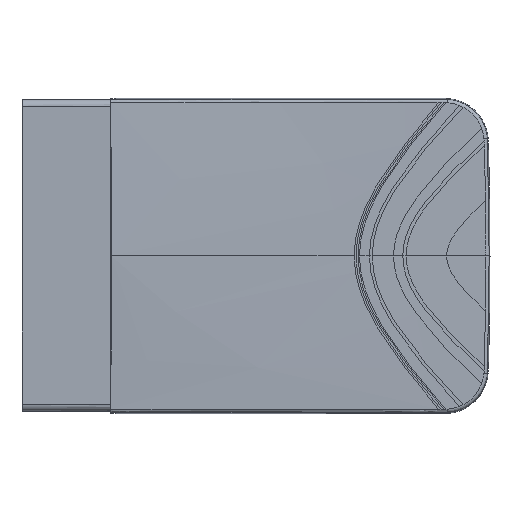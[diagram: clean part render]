
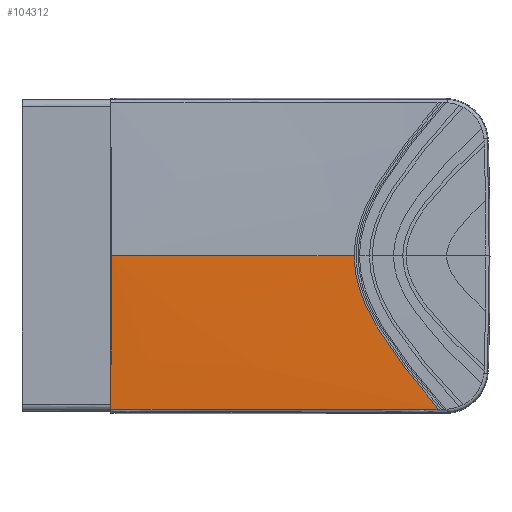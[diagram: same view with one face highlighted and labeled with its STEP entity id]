
A CAD part, top view. The second image highlights one B-rep face of the part: STEP entity #104312.
In plain terms, the highlighted free-form (B-spline) face has degree [3, 3] with [7, 5] control points.
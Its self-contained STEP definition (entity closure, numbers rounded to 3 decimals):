
#101651=CARTESIAN_POINT('Vertex',(266.249,0.,13.271)) ;
#101691=CARTESIAN_POINT('Control Point',(266.249,0.,13.271)) ;
#101692=CARTESIAN_POINT('Control Point',(266.249,-59.097,13.271)) ;
#101693=CARTESIAN_POINT('Control Point',(314.46,-118.194,10.914)) ;
#101694=CARTESIAN_POINT('Control Point',(363.992,-177.291,8.493)) ;
#101695=CARTESIAN_POINT('Vertex',(363.992,-177.29,8.493)) ;
#103425=CARTESIAN_POINT('Control Point',(-15.087,-177.071,17.415)) ;
#103426=CARTESIAN_POINT('Control Point',(53.856,-177.127,15.79)) ;
#103427=CARTESIAN_POINT('Control Point',(135.109,-177.196,13.876)) ;
#103428=CARTESIAN_POINT('Control Point',(261.469,-177.296,10.903)) ;
#103429=CARTESIAN_POINT('Control Point',(318.884,-177.283,9.553)) ;
#103430=CARTESIAN_POINT('Control Point',(363.992,-177.29,8.493)) ;
#103431=CARTESIAN_POINT('Vertex',(-15.087,-177.071,17.415)) ;
#104199=CARTESIAN_POINT('Vertex',(-14.719,0.,24.449)) ;
#104203=CARTESIAN_POINT('Control Point',(-14.719,0.,24.449)) ;
#104204=CARTESIAN_POINT('Control Point',(32.642,0.,22.565)) ;
#104205=CARTESIAN_POINT('Control Point',(91.95,0.,20.205)) ;
#104206=CARTESIAN_POINT('Control Point',(163.206,0.,17.371)) ;
#104207=CARTESIAN_POINT('Control Point',(209.5,0.,15.529)) ;
#104208=CARTESIAN_POINT('Control Point',(243.848,0.,14.163)) ;
#104209=CARTESIAN_POINT('Control Point',(266.249,0.,13.271)) ;
#104224=CARTESIAN_POINT('Control Point',(-16.,182.377,17.114)) ;
#104225=CARTESIAN_POINT('Control Point',(-16.,121.584,20.807)) ;
#104226=CARTESIAN_POINT('Control Point',(-16.,0.,28.193)) ;
#104227=CARTESIAN_POINT('Control Point',(-16.,-121.584,20.807)) ;
#104228=CARTESIAN_POINT('Control Point',(-16.,-182.377,17.114)) ;
#104229=CARTESIAN_POINT('Control Point',(49.046,182.377,15.619)) ;
#104230=CARTESIAN_POINT('Control Point',(40.417,121.585,19.109)) ;
#104231=CARTESIAN_POINT('Control Point',(23.159,0.,26.089)) ;
#104232=CARTESIAN_POINT('Control Point',(40.417,-121.585,19.109)) ;
#104233=CARTESIAN_POINT('Control Point',(49.046,-182.377,15.619)) ;
#104234=CARTESIAN_POINT('Control Point',(130.354,182.375,13.752)) ;
#104235=CARTESIAN_POINT('Control Point',(110.939,121.583,16.987)) ;
#104236=CARTESIAN_POINT('Control Point',(72.108,0.,23.458)) ;
#104237=CARTESIAN_POINT('Control Point',(110.939,-121.583,16.987)) ;
#104238=CARTESIAN_POINT('Control Point',(130.354,-182.375,13.752)) ;
#104239=CARTESIAN_POINT('Control Point',(227.923,182.379,11.51)) ;
#104240=CARTESIAN_POINT('Control Point',(195.564,121.586,14.44)) ;
#104241=CARTESIAN_POINT('Control Point',(130.847,0.,20.301)) ;
#104242=CARTESIAN_POINT('Control Point',(195.564,-121.586,14.44)) ;
#104243=CARTESIAN_POINT('Control Point',(227.923,-182.379,11.51)) ;
#104244=CARTESIAN_POINT('Control Point',(290.936,182.342,10.063)) ;
#104245=CARTESIAN_POINT('Control Point',(250.218,121.562,12.796)) ;
#104246=CARTESIAN_POINT('Control Point',(168.782,0.,18.262)) ;
#104247=CARTESIAN_POINT('Control Point',(250.218,-121.562,12.796)) ;
#104248=CARTESIAN_POINT('Control Point',(290.936,-182.343,10.063)) ;
#104249=CARTESIAN_POINT('Control Point',(337.688,182.301,8.989)) ;
#104250=CARTESIAN_POINT('Control Point',(290.768,121.534,11.576)) ;
#104251=CARTESIAN_POINT('Control Point',(196.928,0.,16.75)) ;
#104252=CARTESIAN_POINT('Control Point',(290.768,-121.534,11.576)) ;
#104253=CARTESIAN_POINT('Control Point',(337.688,-182.301,8.989)) ;
#104254=CARTESIAN_POINT('Control Point',(368.178,182.283,8.288)) ;
#104255=CARTESIAN_POINT('Control Point',(317.214,121.522,10.78)) ;
#104256=CARTESIAN_POINT('Control Point',(215.284,0.,15.763)) ;
#104257=CARTESIAN_POINT('Control Point',(317.214,-121.522,10.78)) ;
#104258=CARTESIAN_POINT('Control Point',(368.178,-182.283,8.288)) ;
#104260=CARTESIAN_POINT('Control Point',(-15.087,-177.071,17.415)) ;
#104261=CARTESIAN_POINT('Control Point',(-15.087,-177.069,17.415)) ;
#104262=CARTESIAN_POINT('Control Point',(-15.087,-177.067,17.415)) ;
#104263=CARTESIAN_POINT('Control Point',(-15.087,-177.066,17.415)) ;
#104264=CARTESIAN_POINT('Control Point',(-15.087,-177.059,17.415)) ;
#104265=CARTESIAN_POINT('Control Point',(-15.087,-177.052,17.416)) ;
#104266=CARTESIAN_POINT('Control Point',(-15.087,-177.047,17.416)) ;
#104267=CARTESIAN_POINT('Control Point',(-15.087,-177.034,17.417)) ;
#104268=CARTESIAN_POINT('Control Point',(-15.087,-177.022,17.418)) ;
#104269=CARTESIAN_POINT('Control Point',(-15.087,-177.015,17.418)) ;
#104270=CARTESIAN_POINT('Control Point',(-15.087,-176.993,17.419)) ;
#104271=CARTESIAN_POINT('Control Point',(-15.087,-176.972,17.42)) ;
#104272=CARTESIAN_POINT('Control Point',(-15.087,-176.958,17.421)) ;
#104273=CARTESIAN_POINT('Control Point',(-15.087,-176.915,17.424)) ;
#104274=CARTESIAN_POINT('Control Point',(-15.087,-176.872,17.427)) ;
#104275=CARTESIAN_POINT('Control Point',(-15.086,-176.843,17.428)) ;
#104276=CARTESIAN_POINT('Control Point',(-15.086,-176.757,17.434)) ;
#104277=CARTESIAN_POINT('Control Point',(-15.086,-176.671,17.439)) ;
#104278=CARTESIAN_POINT('Control Point',(-15.086,-176.614,17.442)) ;
#104279=CARTESIAN_POINT('Control Point',(-15.085,-176.442,17.453)) ;
#104280=CARTESIAN_POINT('Control Point',(-15.085,-176.271,17.463)) ;
#104281=CARTESIAN_POINT('Control Point',(-15.084,-176.156,17.47)) ;
#104282=CARTESIAN_POINT('Control Point',(-15.083,-175.813,17.491)) ;
#104283=CARTESIAN_POINT('Control Point',(-15.082,-175.47,17.511)) ;
#104284=CARTESIAN_POINT('Control Point',(-15.081,-175.241,17.525)) ;
#104285=CARTESIAN_POINT('Control Point',(-15.079,-174.555,17.567)) ;
#104286=CARTESIAN_POINT('Control Point',(-15.077,-173.869,17.608)) ;
#104287=CARTESIAN_POINT('Control Point',(-15.076,-173.412,17.636)) ;
#104288=CARTESIAN_POINT('Control Point',(-15.071,-172.04,17.719)) ;
#104289=CARTESIAN_POINT('Control Point',(-15.067,-170.668,17.802)) ;
#104290=CARTESIAN_POINT('Control Point',(-15.064,-169.753,17.857)) ;
#104291=CARTESIAN_POINT('Control Point',(-15.055,-167.009,18.022)) ;
#104292=CARTESIAN_POINT('Control Point',(-15.047,-164.264,18.187)) ;
#104293=CARTESIAN_POINT('Control Point',(-15.041,-162.435,18.297)) ;
#104294=CARTESIAN_POINT('Control Point',(-15.024,-156.946,18.624)) ;
#104295=CARTESIAN_POINT('Control Point',(-15.007,-151.457,18.949)) ;
#104296=CARTESIAN_POINT('Control Point',(-14.996,-147.798,19.164)) ;
#104297=CARTESIAN_POINT('Control Point',(-14.962,-136.82,19.801)) ;
#104298=CARTESIAN_POINT('Control Point',(-14.93,-125.842,20.415)) ;
#104299=CARTESIAN_POINT('Control Point',(-14.909,-118.523,20.811)) ;
#104300=CARTESIAN_POINT('Control Point',(-14.833,-90.435,22.269)) ;
#104301=CARTESIAN_POINT('Control Point',(-14.771,-62.341,23.444)) ;
#104302=CARTESIAN_POINT('Control Point',(-14.737,-41.563,24.092)) ;
#104303=CARTESIAN_POINT('Control Point',(-14.719,-20.781,24.449)) ;
#104304=CARTESIAN_POINT('Control Point',(-14.719,0.,24.449)) ;
#101697=EDGE_CURVE('',#101652,#101696,#101690,.T.) ;
#103433=EDGE_CURVE('',#101696,#103432,#103424,.F.) ;
#104210=EDGE_CURVE('',#104200,#101652,#104202,.T.) ;
#104305=EDGE_CURVE('',#103432,#104200,#104259,.T.) ;
#104307=ORIENTED_EDGE('',*,*,#104210,.F.) ;
#104308=ORIENTED_EDGE('',*,*,#104305,.F.) ;
#104309=ORIENTED_EDGE('',*,*,#103433,.F.) ;
#104310=ORIENTED_EDGE('',*,*,#101697,.F.) ;
#104306=EDGE_LOOP('',(#104307,#104308,#104309,#104310)) ;
#101652=VERTEX_POINT('',#101651) ;
#101696=VERTEX_POINT('',#101695) ;
#103432=VERTEX_POINT('',#103431) ;
#104200=VERTEX_POINT('',#104199) ;
#104312=ADVANCED_FACE('Hauptk\X2\00F6\X0\rper',(#104311),#104223,.F.) ;
#101690=B_SPLINE_CURVE_WITH_KNOTS('',3,(#101691,#101692,#101693,#101694),.UNSPECIFIED.,.F.,.U.,(4,4),(186.94,368.76),.UNSPECIFIED.) ;
#104202=B_SPLINE_CURVE_WITH_KNOTS('',3,(#104203,#104204,#104205,#104206,#104207,#104208,#104209),.UNSPECIFIED.,.F.,.U.,(4,1,1,1,4),(1.542,172.524,215.655,258.786,339.657),.UNSPECIFIED.) ;
#104259=B_SPLINE_CURVE_WITH_KNOTS('',5,(#104260,#104261,#104262,#104263,#104264,#104265,#104266,#104267,#104268,#104269,#104270,#104271,#104272,#104273,#104274,#104275,#104276,#104277,#104278,#104279,#104280,#104281,#104282,#104283,#104284,#104285,#104286,#104287,#104288,#104289,#104290,#104291,#104292,#104293,#104294,#104295,#104296,#104297,#104298,#104299,#104300,#104301,#104302,#104303,#104304),.UNSPECIFIED.,.F.,.U.,(6,3,3,3,3,3,3,3,3,3,3,3,3,3,6),(0.,0.011,0.05,0.101,0.202,0.41,0.819,1.639,3.278,6.556,13.111,26.222,52.445,104.889,253.686),.UNSPECIFIED.) ;
#104223=B_SPLINE_SURFACE_WITH_KNOTS('',3,3,((#104224,#104225,#104226,#104227,#104228),(#104229,#104230,#104231,#104232,#104233),(#104234,#104235,#104236,#104237,#104238),(#104239,#104240,#104241,#104242,#104243),(#104244,#104245,#104246,#104247,#104248),(#104249,#104250,#104251,#104252,#104253),(#104254,#104255,#104256,#104257,#104258)),.UNSPECIFIED.,.F.,.F.,.U.,(4,1,1,1,4),(4,1,4),(0.,172.524,215.655,258.786,339.657),(0.,186.94,373.88),.UNSPECIFIED.) ;
#104311=FACE_OUTER_BOUND('',#104306,.T.) ;
#103424=(BOUNDED_CURVE()B_SPLINE_CURVE(3,(#103425,#103426,#103427,#103428,#103429,#103430),.UNSPECIFIED.,.F.,.U.)B_SPLINE_CURVE_WITH_KNOTS((4,1,1,4),(2.481,209.456,246.412,381.827),.UNSPECIFIED.)CURVE()GEOMETRIC_REPRESENTATION_ITEM()RATIONAL_B_SPLINE_CURVE((1.,1.,1.,1.,1.,1.))REPRESENTATION_ITEM('')) ;
